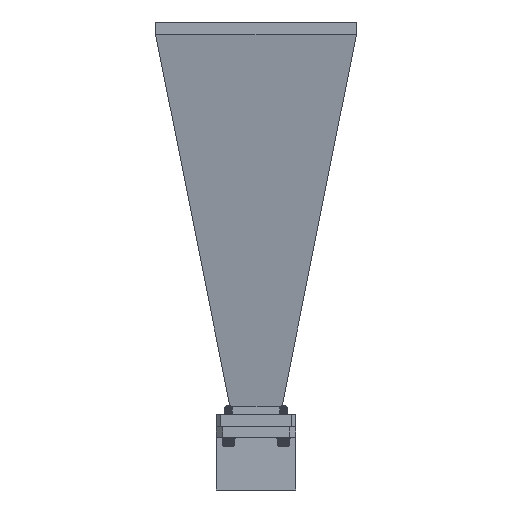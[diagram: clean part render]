
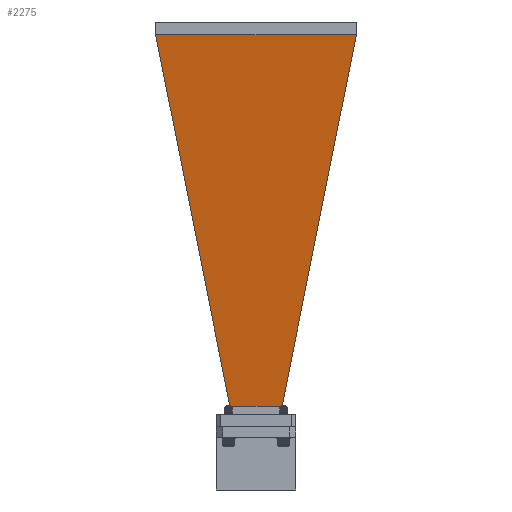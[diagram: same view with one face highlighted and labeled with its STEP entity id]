
A CAD part, front view. The second image highlights one B-rep face of the part: STEP entity #2275.
In plain terms, the highlighted face is planar.
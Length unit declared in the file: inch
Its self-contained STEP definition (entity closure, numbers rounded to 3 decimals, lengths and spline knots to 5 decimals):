
#41 = LINE ( 'NONE', #1550, #18187 ) ;
#1206 = FACE_OUTER_BOUND ( 'NONE', #18443, .T. ) ;
#1550 = CARTESIAN_POINT ( 'NONE',  ( -0.30561, 0., 1.95904 ) ) ;
#1618 = LINE ( 'NONE', #5901, #10585 ) ;
#2275 = ADVANCED_FACE ( 'NONE', ( #1206 ), #18646, .T. ) ;
#2397 = LINE ( 'NONE', #12863, #13784 ) ;
#2809 = EDGE_CURVE ( 'NONE', #6363, #10173, #41, .T. ) ;
#3778 = ORIENTED_EDGE ( 'NONE', *, *, #8934, .T. ) ;
#5901 = CARTESIAN_POINT ( 'NONE',  ( -1.44077, 1.90525, 8.99933 ) ) ;
#6077 = CARTESIAN_POINT ( 'NONE',  ( -1.44077, 1.90525, 8.99933 ) ) ;
#6363 = VERTEX_POINT ( 'NONE', #14732 ) ;
#6769 = DIRECTION ( 'NONE',  ( 0., 1., 0. ) ) ;
#6993 = DIRECTION ( 'NONE',  ( -0.987, 0., -0.159 ) ) ;
#8617 = LINE ( 'NONE', #14431, #10139 ) ;
#8675 = DIRECTION ( 'NONE',  ( 0., -1., 0. ) ) ;
#8934 = EDGE_CURVE ( 'NONE', #10173, #18659, #8617, .T. ) ;
#9083 = CARTESIAN_POINT ( 'NONE',  ( -0.30561, -0.49356, 1.95904 ) ) ;
#9178 = EDGE_CURVE ( 'NONE', #18659, #16862, #2397, .T. ) ;
#9975 = DIRECTION ( 'NONE',  ( -0.156, -0.194, 0.968 ) ) ;
#10139 = VECTOR ( 'NONE', #9975, 39.37008 ) ;
#10173 = VERTEX_POINT ( 'NONE', #9083 ) ;
#10585 = VECTOR ( 'NONE', #17819, 39.37008 ) ;
#12620 = CARTESIAN_POINT ( 'NONE',  ( -0.8906, 0., 5.5872 ) ) ;
#12863 = CARTESIAN_POINT ( 'NONE',  ( -1.44077, 0., 8.99933 ) ) ;
#13776 = ORIENTED_EDGE ( 'NONE', *, *, #9178, .T. ) ;
#13784 = VECTOR ( 'NONE', #6769, 39.37008 ) ;
#13865 = CARTESIAN_POINT ( 'NONE',  ( -1.44077, -1.90525, 8.99933 ) ) ;
#14327 = DIRECTION ( 'NONE',  ( -0.159, 0., 0.987 ) ) ;
#14431 = CARTESIAN_POINT ( 'NONE',  ( -0.30561, -0.49356, 1.95904 ) ) ;
#14732 = CARTESIAN_POINT ( 'NONE',  ( -0.30561, 0.49356, 1.95904 ) ) ;
#15470 = ORIENTED_EDGE ( 'NONE', *, *, #15480, .T. ) ;
#15480 = EDGE_CURVE ( 'NONE', #16862, #6363, #1618, .T. ) ;
#16862 = VERTEX_POINT ( 'NONE', #6077 ) ;
#17819 = DIRECTION ( 'NONE',  ( 0.156, -0.194, -0.968 ) ) ;
#18187 = VECTOR ( 'NONE', #8675, 39.37008 ) ;
#18192 = ORIENTED_EDGE ( 'NONE', *, *, #2809, .T. ) ;
#18443 = EDGE_LOOP ( 'NONE', ( #18192, #3778, #13776, #15470 ) ) ;
#18646 = PLANE ( 'NONE',  #18842 ) ;
#18659 = VERTEX_POINT ( 'NONE', #13865 ) ;
#18842 = AXIS2_PLACEMENT_3D ( 'NONE', #12620, #6993, #14327 ) ;
